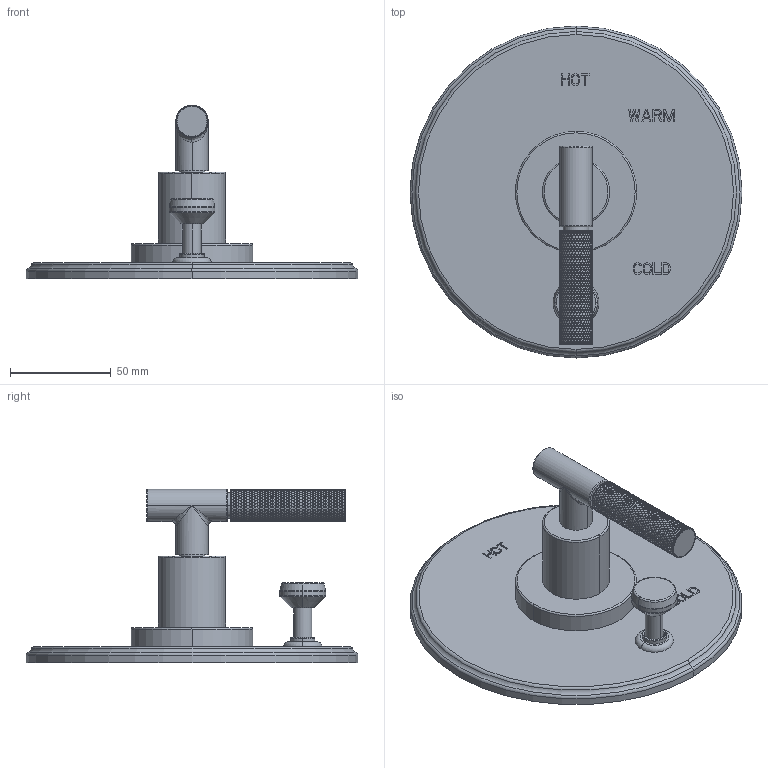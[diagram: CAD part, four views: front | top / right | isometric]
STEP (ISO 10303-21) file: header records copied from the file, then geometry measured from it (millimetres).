
FILE_DESCRIPTION((''),'2;1');
FILE_NAME('5-3292BP','2021-09-20T15:33:43',('jinson.thomas'),(''),'CREO PARAMETRIC BY PTC INC, 2018400','CREO PARAMETRIC BY PTC INC, 2018400','');
FILE_SCHEMA(('CONFIG_CONTROL_DESIGN'));
Products named in the file (1): 5-3292BP
Bounding box: 165.1 x 165.1 x 86.21 mm (x, y, z)
Volume: 253570.7 mm3; surface area: 60432.5 mm2
Topology: 1 solids, 1 shells, 7895 faces, 16331 edges, 8467 vertices
Faces by surface type: bspline 6076, cylinder 1512, plane 275, torus 28, cone 4
Entity records: 298918 total; most frequent: CARTESIAN_POINT 185200, ORIENTED_EDGE 32662, EDGE_CURVE 16331, B_SPLINE_CURVE_WITH_KNOTS 15060, VERTEX_POINT 8467, EDGE_LOOP 7924, FACE_OUTER_BOUND 7895, ADVANCED_FACE 7895
